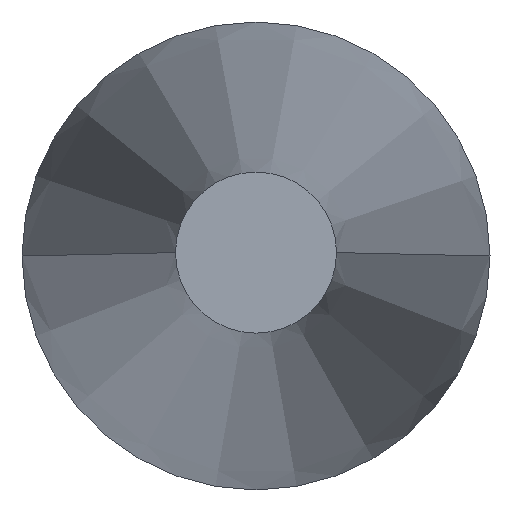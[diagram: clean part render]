
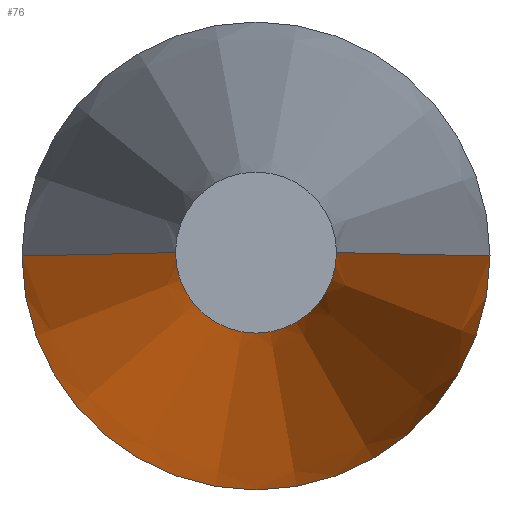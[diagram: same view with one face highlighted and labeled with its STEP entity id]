
A CAD part, top view. The second image highlights one B-rep face of the part: STEP entity #76.
In plain terms, the highlighted conical face has half-angle 4.5 degrees and reference radius 12 mm.
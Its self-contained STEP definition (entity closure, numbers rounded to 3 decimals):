
#6 = CARTESIAN_POINT ( 'NONE',  ( 12., 0., 0. ) ) ;
#35 = DIRECTION ( 'NONE',  ( 1., 0., 0. ) ) ;
#46 = AXIS2_PLACEMENT_3D ( 'NONE', #277, #90, #35 ) ;
#60 = DIRECTION ( 'NONE',  ( 1., 0., 0. ) ) ;
#67 = CARTESIAN_POINT ( 'NONE',  ( 4.13, 0., 100. ) ) ;
#70 = FACE_OUTER_BOUND ( 'NONE', #307, .T. ) ;
#76 = ADVANCED_FACE ( 'NONE', ( #70 ), #334, .T. ) ;
#79 = CARTESIAN_POINT ( 'NONE',  ( -4.13, 0., 100. ) ) ;
#89 = EDGE_CURVE ( 'NONE', #154, #105, #204, .T. ) ;
#90 = DIRECTION ( 'NONE',  ( 0., 0., 1. ) ) ;
#105 = VERTEX_POINT ( 'NONE', #310 ) ;
#115 = ORIENTED_EDGE ( 'NONE', *, *, #175, .F. ) ;
#116 = EDGE_CURVE ( 'NONE', #105, #316, #301, .T. ) ;
#117 = VECTOR ( 'NONE', #339, 1000. ) ;
#126 = VERTEX_POINT ( 'NONE', #67 ) ;
#139 = DIRECTION ( 'NONE',  ( 0., 0., -1. ) ) ;
#146 = ORIENTED_EDGE ( 'NONE', *, *, #116, .T. ) ;
#150 = ORIENTED_EDGE ( 'NONE', *, *, #89, .T. ) ;
#154 = VERTEX_POINT ( 'NONE', #79 ) ;
#172 = CARTESIAN_POINT ( 'NONE',  ( 0., 0., 0. ) ) ;
#175 = EDGE_CURVE ( 'NONE', #126, #316, #190, .T. ) ;
#176 = CARTESIAN_POINT ( 'NONE',  ( -12., 0., 0. ) ) ;
#188 = DIRECTION ( 'NONE',  ( 0.078, 0., -0.997 ) ) ;
#190 = LINE ( 'NONE', #296, #278 ) ;
#194 = ORIENTED_EDGE ( 'NONE', *, *, #263, .F. ) ;
#197 = CIRCLE ( 'NONE', #46, 4.13 ) ;
#204 = LINE ( 'NONE', #176, #117 ) ;
#222 = AXIS2_PLACEMENT_3D ( 'NONE', #254, #229, #60 ) ;
#229 = DIRECTION ( 'NONE',  ( 0., 0., 1. ) ) ;
#254 = CARTESIAN_POINT ( 'NONE',  ( 0., 0., 0. ) ) ;
#262 = DIRECTION ( 'NONE',  ( -1., 0., 0. ) ) ;
#263 = EDGE_CURVE ( 'NONE', #154, #126, #197, .T. ) ;
#265 = AXIS2_PLACEMENT_3D ( 'NONE', #172, #139, #262 ) ;
#277 = CARTESIAN_POINT ( 'NONE',  ( 0., 0., 100. ) ) ;
#278 = VECTOR ( 'NONE', #188, 1000. ) ;
#296 = CARTESIAN_POINT ( 'NONE',  ( 12., 0., 0. ) ) ;
#301 = CIRCLE ( 'NONE', #222, 12. ) ;
#307 = EDGE_LOOP ( 'NONE', ( #115, #194, #150, #146 ) ) ;
#310 = CARTESIAN_POINT ( 'NONE',  ( -12., 0., 0. ) ) ;
#316 = VERTEX_POINT ( 'NONE', #6 ) ;
#334 = CONICAL_SURFACE ( 'NONE', #265, 12., 0.079 ) ;
#339 = DIRECTION ( 'NONE',  ( -0.078, 0., -0.997 ) ) ;
